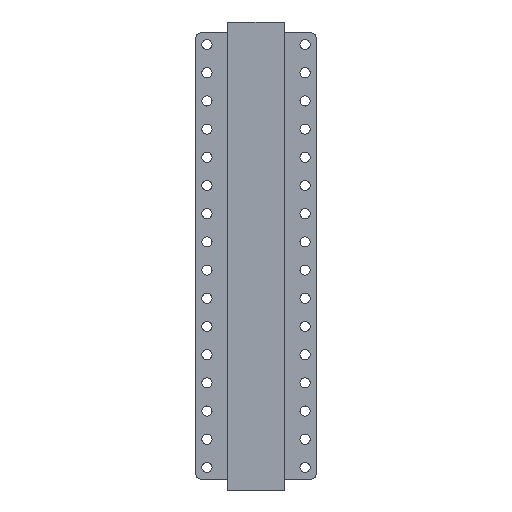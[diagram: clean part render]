
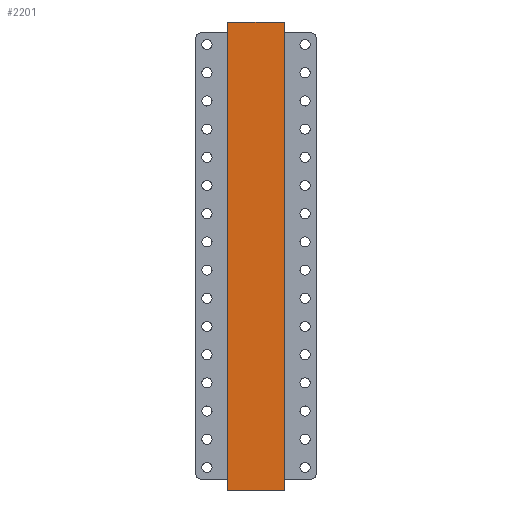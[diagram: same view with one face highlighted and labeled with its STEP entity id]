
A CAD part, front view. The second image highlights one B-rep face of the part: STEP entity #2201.
In plain terms, the highlighted planar face has unit normal (0, -1, 0).
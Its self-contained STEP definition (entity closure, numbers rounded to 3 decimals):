
#79 = ORIENTED_EDGE ( 'NONE', *, *, #350, .F. ) ;
#267 = EDGE_CURVE ( 'NONE', #3274, #5272, #1932, .T. ) ;
#350 = EDGE_CURVE ( 'NONE', #5272, #4618, #6895, .T. ) ;
#382 = DIRECTION ( 'NONE',  ( 0., -1., 0. ) ) ;
#979 = CARTESIAN_POINT ( 'NONE',  ( -25., -199.5, 80. ) ) ;
#1065 = CARTESIAN_POINT ( 'NONE',  ( 25., -199.5, 495. ) ) ;
#1191 = AXIS2_PLACEMENT_3D ( 'NONE', #2880, #382, #2736 ) ;
#1731 = LINE ( 'NONE', #1065, #5485 ) ;
#1932 = LINE ( 'NONE', #4252, #3321 ) ;
#2201 = ADVANCED_FACE ( 'NONE', ( #6338 ), #3455, .T. ) ;
#2203 = DIRECTION ( 'NONE',  ( -1., 0., 0. ) ) ;
#2668 = CARTESIAN_POINT ( 'NONE',  ( -25., -199.5, 80. ) ) ;
#2736 = DIRECTION ( 'NONE',  ( 0., 0., -1. ) ) ;
#2803 = CARTESIAN_POINT ( 'NONE',  ( 25., -199.5, 80. ) ) ;
#2861 = EDGE_LOOP ( 'NONE', ( #79, #6923, #2898, #3389 ) ) ;
#2880 = CARTESIAN_POINT ( 'NONE',  ( 25., -199.5, 80. ) ) ;
#2898 = ORIENTED_EDGE ( 'NONE', *, *, #4484, .T. ) ;
#3274 = VERTEX_POINT ( 'NONE', #6376 ) ;
#3321 = VECTOR ( 'NONE', #4431, 1000. ) ;
#3389 = ORIENTED_EDGE ( 'NONE', *, *, #4490, .T. ) ;
#3455 = PLANE ( 'NONE',  #1191 ) ;
#3904 = DIRECTION ( 'NONE',  ( 0., 0., 1. ) ) ;
#4252 = CARTESIAN_POINT ( 'NONE',  ( 25., -199.5, 80. ) ) ;
#4431 = DIRECTION ( 'NONE',  ( -1., 0., 0. ) ) ;
#4484 = EDGE_CURVE ( 'NONE', #3274, #4792, #5099, .T. ) ;
#4490 = EDGE_CURVE ( 'NONE', #4792, #4618, #1731, .T. ) ;
#4618 = VERTEX_POINT ( 'NONE', #5322 ) ;
#4792 = VERTEX_POINT ( 'NONE', #5555 ) ;
#4805 = VECTOR ( 'NONE', #7365, 1000. ) ;
#5099 = LINE ( 'NONE', #2803, #6574 ) ;
#5272 = VERTEX_POINT ( 'NONE', #2668 ) ;
#5322 = CARTESIAN_POINT ( 'NONE',  ( -25., -199.5, 495. ) ) ;
#5485 = VECTOR ( 'NONE', #2203, 1000. ) ;
#5555 = CARTESIAN_POINT ( 'NONE',  ( 25., -199.5, 495. ) ) ;
#6338 = FACE_OUTER_BOUND ( 'NONE', #2861, .T. ) ;
#6376 = CARTESIAN_POINT ( 'NONE',  ( 25., -199.5, 80. ) ) ;
#6574 = VECTOR ( 'NONE', #3904, 1000. ) ;
#6895 = LINE ( 'NONE', #979, #4805 ) ;
#6923 = ORIENTED_EDGE ( 'NONE', *, *, #267, .F. ) ;
#7365 = DIRECTION ( 'NONE',  ( 0., 0., 1. ) ) ;
